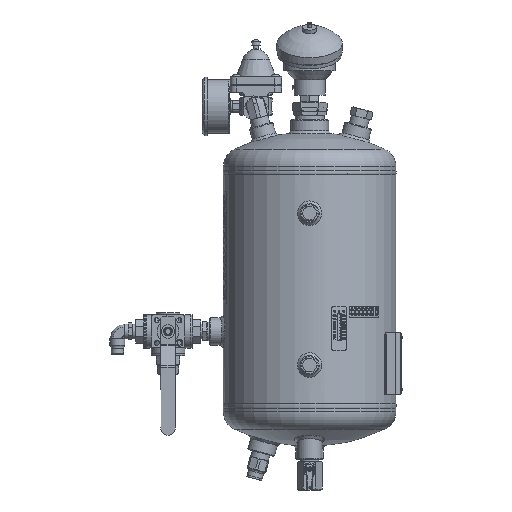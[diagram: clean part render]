
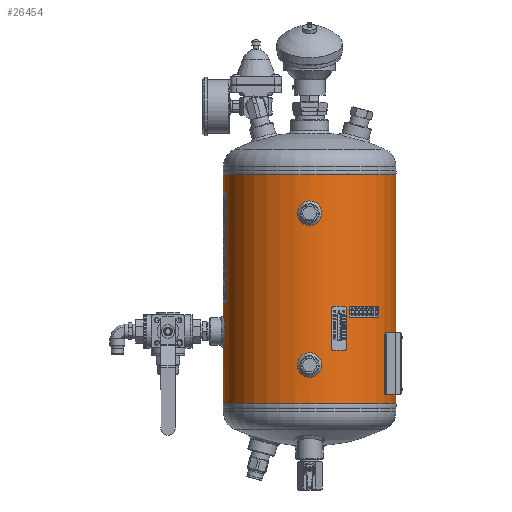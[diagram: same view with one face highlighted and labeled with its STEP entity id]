
A CAD part, front view. The second image highlights one B-rep face of the part: STEP entity #26454.
In plain terms, the highlighted cylindrical face has radius 100 mm (diameter 200 mm), a partial arc.
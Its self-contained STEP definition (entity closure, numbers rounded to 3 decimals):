
#1599=B_SPLINE_CURVE_WITH_KNOTS('',3,(#45177,#45178,#45179,#45180,#45181,
#45182,#45183,#45184,#45185,#45186,#45187,#45188,#45189,#45190,#45191,#45192,
#45193,#45194,#45195),.UNSPECIFIED.,.T.,.F.,(1,1,1,1,1,1,1,1,1,1,1,1,1,
1,1,1,1,1,1,1,1,1,1),(-0.012,-0.008,-0.004,
0.,0.004,0.008,0.012,0.016,
0.02,0.023,0.027,0.031,
0.035,0.039,0.043,0.047,
0.051,0.055,0.059,0.063,
0.066,0.07,0.074),.UNSPECIFIED.);
#1600=B_SPLINE_CURVE_WITH_KNOTS('',3,(#45197,#45198,#45199,#45200,#45201,
#45202,#45203,#45204,#45205,#45206,#45207,#45208,#45209,#45210,#45211,#45212,
#45213,#45214,#45215),.UNSPECIFIED.,.T.,.F.,(1,1,1,1,1,1,1,1,1,1,1,1,1,
1,1,1,1,1,1,1,1,1,1),(-0.012,-0.008,-0.004,
0.,0.004,0.008,0.012,
0.016,0.02,0.023,0.027,
0.031,0.035,0.039,0.043,
0.047,0.051,0.055,0.059,
0.063,0.066,0.07,0.074),
 .UNSPECIFIED.);
#1601=B_SPLINE_CURVE_WITH_KNOTS('',3,(#45217,#45218,#45219,#45220,#45221,
#45222,#45223,#45224,#45225,#45226,#45227,#45228,#45229,#45230,#45231,#45232,
#45233,#45234,#45235),.UNSPECIFIED.,.T.,.F.,(1,1,1,1,1,1,1,1,1,1,1,1,1,
1,1,1,1,1,1,1,1,1,1),(-0.018,-0.012,-0.006,
0.,0.006,0.012,0.018,0.023,
0.029,0.035,0.041,0.047,
0.053,0.059,0.065,0.07,
0.076,0.082,0.088,0.094,
0.1,0.106,0.112),.UNSPECIFIED.);
#3204=LINE('',#45237,#4373);
#3205=LINE('',#45242,#4374);
#4373=VECTOR('',#38527,1000.);
#4374=VECTOR('',#38530,1000.);
#5547=ORIENTED_EDGE('',*,*,#13177,.T.);
#5548=ORIENTED_EDGE('',*,*,#13178,.T.);
#5549=ORIENTED_EDGE('',*,*,#13179,.T.);
#5550=ORIENTED_EDGE('',*,*,#13180,.T.);
#5551=ORIENTED_EDGE('',*,*,#13181,.T.);
#5552=ORIENTED_EDGE('',*,*,#13182,.F.);
#5553=ORIENTED_EDGE('',*,*,#13183,.F.);
#13177=EDGE_CURVE('',#16992,#16992,#1599,.T.);
#13178=EDGE_CURVE('',#16993,#16993,#1600,.T.);
#13179=EDGE_CURVE('',#16994,#16994,#1601,.T.);
#13180=EDGE_CURVE('',#16995,#16996,#3204,.T.);
#13181=EDGE_CURVE('',#16996,#16997,#19834,.T.);
#13182=EDGE_CURVE('',#16998,#16997,#3205,.T.);
#13183=EDGE_CURVE('',#16995,#16998,#19835,.T.);
#16992=VERTEX_POINT('',#45196);
#16993=VERTEX_POINT('',#45216);
#16994=VERTEX_POINT('',#45236);
#16995=VERTEX_POINT('',#45238);
#16996=VERTEX_POINT('',#45239);
#16997=VERTEX_POINT('',#45241);
#16998=VERTEX_POINT('',#45243);
#19834=CIRCLE('',#35809,100.);
#19835=CIRCLE('',#35810,100.);
#20860=EDGE_LOOP('',(#5547));
#20861=EDGE_LOOP('',(#5548));
#20862=EDGE_LOOP('',(#5549));
#20863=EDGE_LOOP('',(#5550,#5551,#5552,#5553));
#23402=FACE_BOUND('',#20860,.T.);
#23403=FACE_BOUND('',#20861,.T.);
#23404=FACE_BOUND('',#20862,.T.);
#23405=FACE_BOUND('',#20863,.T.);
#25945=CYLINDRICAL_SURFACE('',#35808,100.);
#26454=ADVANCED_FACE('',(#23402,#23403,#23404,#23405),#25945,.T.);
#35808=AXIS2_PLACEMENT_3D('',#45176,#38525,#38526);
#35809=AXIS2_PLACEMENT_3D('',#45240,#38528,#38529);
#35810=AXIS2_PLACEMENT_3D('',#45244,#38531,#38532);
#38525=DIRECTION('',(0.,-1.,0.));
#38526=DIRECTION('',(0.,0.,-1.));
#38527=DIRECTION('',(0.,-1.,0.));
#38528=DIRECTION('',(0.,1.,0.));
#38529=DIRECTION('',(1.,0.,0.));
#38530=DIRECTION('',(0.,-1.,0.));
#38531=DIRECTION('',(0.,1.,0.));
#38532=DIRECTION('',(1.,0.,0.));
#45176=CARTESIAN_POINT('',(0.,265.,0.));
#45177=CARTESIAN_POINT('',(-9.473,48.444,-99.554));
#45178=CARTESIAN_POINT('',(-10.262,44.497,-99.471));
#45179=CARTESIAN_POINT('',(-9.477,40.569,-99.553));
#45180=CARTESIAN_POINT('',(-7.254,37.244,-99.75));
#45181=CARTESIAN_POINT('',(-3.93,35.023,-99.946));
#45182=CARTESIAN_POINT('',(-0.006,34.24,-100.027));
#45183=CARTESIAN_POINT('',(3.922,35.019,-99.946));
#45184=CARTESIAN_POINT('',(7.252,37.242,-99.75));
#45185=CARTESIAN_POINT('',(9.478,40.57,-99.553));
#45186=CARTESIAN_POINT('',(10.26,44.496,-99.472));
#45187=CARTESIAN_POINT('',(9.481,48.422,-99.553));
#45188=CARTESIAN_POINT('',(7.262,51.747,-99.749));
#45189=CARTESIAN_POINT('',(3.94,53.974,-99.945));
#45190=CARTESIAN_POINT('',(0.01,54.761,-100.027));
#45191=CARTESIAN_POINT('',(-3.923,53.981,-99.946));
#45192=CARTESIAN_POINT('',(-7.249,51.759,-99.75));
#45193=CARTESIAN_POINT('',(-9.473,48.444,-99.554));
#45194=CARTESIAN_POINT('',(-10.262,44.497,-99.471));
#45195=CARTESIAN_POINT('',(-9.477,40.569,-99.553));
#45196=CARTESIAN_POINT('',(-10.,44.5,-99.499));
#45197=CARTESIAN_POINT('',(3.944,229.973,-99.945));
#45198=CARTESIAN_POINT('',(-0.003,230.762,-100.027));
#45199=CARTESIAN_POINT('',(-3.931,229.977,-99.946));
#45200=CARTESIAN_POINT('',(-7.256,227.754,-99.75));
#45201=CARTESIAN_POINT('',(-9.477,224.43,-99.553));
#45202=CARTESIAN_POINT('',(-10.26,220.506,-99.472));
#45203=CARTESIAN_POINT('',(-9.481,216.578,-99.553));
#45204=CARTESIAN_POINT('',(-7.258,213.248,-99.75));
#45205=CARTESIAN_POINT('',(-3.93,211.022,-99.946));
#45206=CARTESIAN_POINT('',(-0.004,210.24,-100.027));
#45207=CARTESIAN_POINT('',(3.922,211.019,-99.946));
#45208=CARTESIAN_POINT('',(7.247,213.238,-99.75));
#45209=CARTESIAN_POINT('',(9.474,216.56,-99.554));
#45210=CARTESIAN_POINT('',(10.261,220.49,-99.471));
#45211=CARTESIAN_POINT('',(9.481,224.423,-99.553));
#45212=CARTESIAN_POINT('',(7.259,227.749,-99.749));
#45213=CARTESIAN_POINT('',(3.944,229.973,-99.945));
#45214=CARTESIAN_POINT('',(-0.003,230.762,-100.027));
#45215=CARTESIAN_POINT('',(-3.931,229.977,-99.946));
#45216=CARTESIAN_POINT('',(0.,230.5,-100.));
#45217=CARTESIAN_POINT('',(-98.994,187.429,14.208));
#45218=CARTESIAN_POINT('',(-98.806,181.503,15.395));
#45219=CARTESIAN_POINT('',(-98.993,175.608,14.214));
#45220=CARTESIAN_POINT('',(-99.436,170.625,10.88));
#45221=CARTESIAN_POINT('',(-99.878,167.295,5.9));
#45222=CARTESIAN_POINT('',(-100.061,166.117,0.009));
#45223=CARTESIAN_POINT('',(-99.879,167.288,-5.887));
#45224=CARTESIAN_POINT('',(-99.437,170.623,-10.879));
#45225=CARTESIAN_POINT('',(-98.992,175.61,-14.215));
#45226=CARTESIAN_POINT('',(-98.807,181.503,-15.391));
#45227=CARTESIAN_POINT('',(-98.992,187.396,-14.219));
#45228=CARTESIAN_POINT('',(-99.435,192.379,-10.892));
#45229=CARTESIAN_POINT('',(-99.877,195.718,-5.914));
#45230=CARTESIAN_POINT('',(-100.061,196.901,-0.013));
#45231=CARTESIAN_POINT('',(-99.878,195.728,5.889));
#45232=CARTESIAN_POINT('',(-99.437,192.395,10.874));
#45233=CARTESIAN_POINT('',(-98.994,187.429,14.208));
#45234=CARTESIAN_POINT('',(-98.806,181.503,15.395));
#45235=CARTESIAN_POINT('',(-98.993,175.608,14.214));
#45236=CARTESIAN_POINT('',(-98.869,181.508,15.));
#45237=CARTESIAN_POINT('',(0.254,265.,100.));
#45238=CARTESIAN_POINT('',(0.254,265.,100.));
#45239=CARTESIAN_POINT('',(0.254,0.,100.));
#45240=CARTESIAN_POINT('',(0.,0.,0.));
#45241=CARTESIAN_POINT('',(-0.254,0.,100.));
#45242=CARTESIAN_POINT('',(-0.254,265.,100.));
#45243=CARTESIAN_POINT('',(-0.254,265.,100.));
#45244=CARTESIAN_POINT('',(0.,265.,0.));
